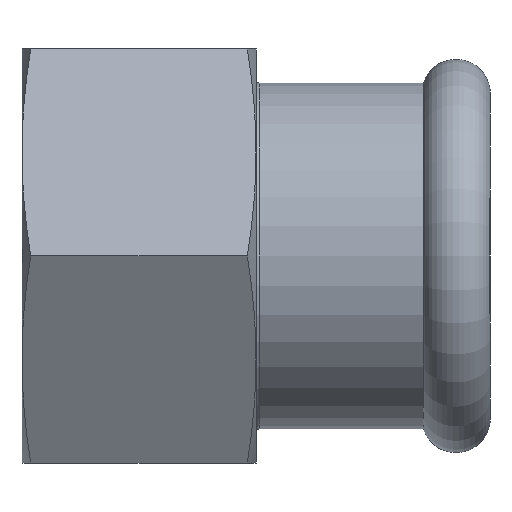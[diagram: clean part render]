
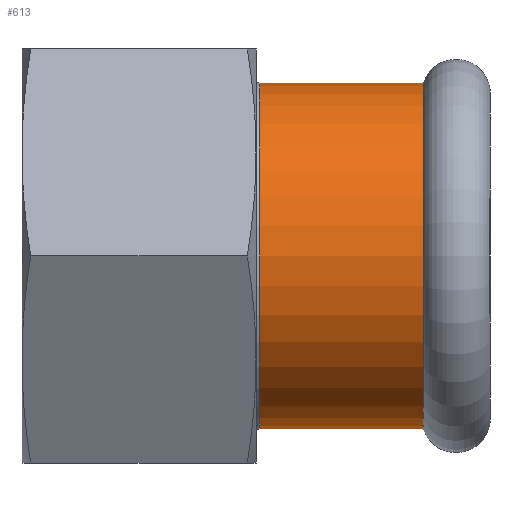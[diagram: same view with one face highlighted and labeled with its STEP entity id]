
A CAD part, left-side view. The second image highlights one B-rep face of the part: STEP entity #613.
In plain terms, the highlighted cylindrical face has radius 19.2 mm (diameter 38.4 mm), a full revolution.
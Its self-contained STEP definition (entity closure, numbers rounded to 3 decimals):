
#77=LINE('',#1076,#94);
#94=VECTOR('',#893,19.2);
#108=CYLINDRICAL_SURFACE('',#722,19.2);
#126=FACE_OUTER_BOUND('',#169,.T.);
#169=EDGE_LOOP('',(#489,#490,#491,#492,#493,#494));
#192=CIRCLE('',#657,19.2);
#193=CIRCLE('',#658,19.2);
#234=CIRCLE('',#713,19.2);
#235=CIRCLE('',#714,19.2);
#246=VERTEX_POINT('',#956);
#247=VERTEX_POINT('',#957);
#284=VERTEX_POINT('',#1057);
#285=VERTEX_POINT('',#1059);
#306=EDGE_CURVE('',#246,#247,#192,.T.);
#307=EDGE_CURVE('',#247,#246,#193,.T.);
#356=EDGE_CURVE('',#284,#285,#234,.T.);
#357=EDGE_CURVE('',#285,#284,#235,.T.);
#364=EDGE_CURVE('',#285,#247,#77,.T.);
#489=ORIENTED_EDGE('',*,*,#356,.F.);
#490=ORIENTED_EDGE('',*,*,#357,.F.);
#491=ORIENTED_EDGE('',*,*,#364,.T.);
#492=ORIENTED_EDGE('',*,*,#307,.T.);
#493=ORIENTED_EDGE('',*,*,#306,.T.);
#494=ORIENTED_EDGE('',*,*,#364,.F.);
#613=ADVANCED_FACE('',(#126),#108,.T.);
#657=AXIS2_PLACEMENT_3D('',#958,#753,#754);
#658=AXIS2_PLACEMENT_3D('',#959,#755,#756);
#713=AXIS2_PLACEMENT_3D('',#1060,#873,#874);
#714=AXIS2_PLACEMENT_3D('',#1061,#875,#876);
#722=AXIS2_PLACEMENT_3D('',#1075,#891,#892);
#753=DIRECTION('center_axis',(0.,1.,0.));
#754=DIRECTION('ref_axis',(0.,0.,1.));
#755=DIRECTION('center_axis',(0.,1.,0.));
#756=DIRECTION('ref_axis',(0.,0.,1.));
#873=DIRECTION('center_axis',(0.,1.,0.));
#874=DIRECTION('ref_axis',(0.,0.,-1.));
#875=DIRECTION('center_axis',(0.,1.,0.));
#876=DIRECTION('ref_axis',(0.,0.,-1.));
#891=DIRECTION('center_axis',(0.,1.,0.));
#892=DIRECTION('ref_axis',(0.,0.,1.));
#893=DIRECTION('',(0.,-1.,0.));
#956=CARTESIAN_POINT('',(0.,7.413,19.2));
#957=CARTESIAN_POINT('',(0.,7.413,-19.2));
#958=CARTESIAN_POINT('Origin',(0.,7.413,0.));
#959=CARTESIAN_POINT('Origin',(0.,7.413,0.));
#1057=CARTESIAN_POINT('',(0.,25.6,19.2));
#1059=CARTESIAN_POINT('',(0.,25.6,-19.2));
#1060=CARTESIAN_POINT('Origin',(0.,25.6,0.));
#1061=CARTESIAN_POINT('Origin',(0.,25.6,0.));
#1075=CARTESIAN_POINT('Origin',(0.,17.206,0.));
#1076=CARTESIAN_POINT('',(0.,17.206,-19.2));
